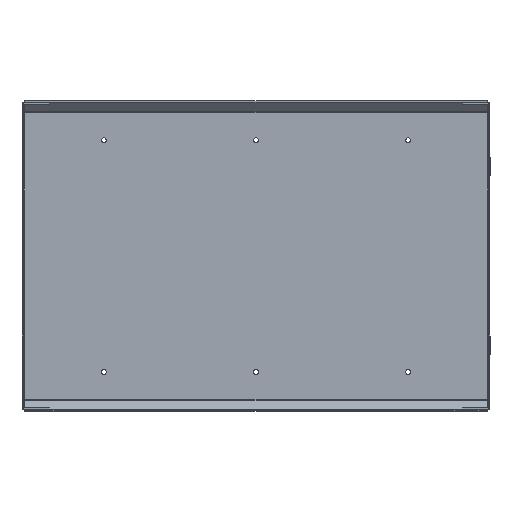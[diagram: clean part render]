
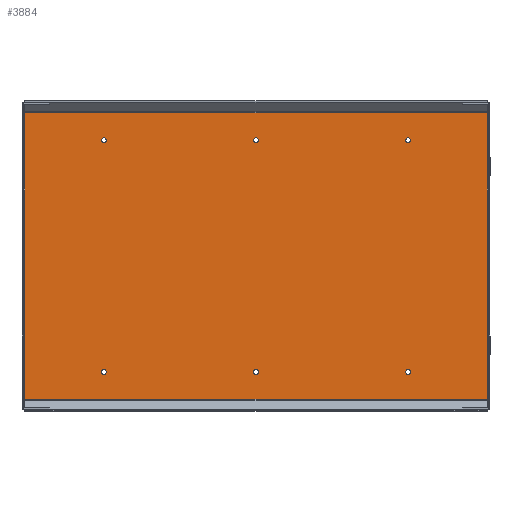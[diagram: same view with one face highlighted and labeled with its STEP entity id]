
A CAD part, top view. The second image highlights one B-rep face of the part: STEP entity #3884.
In plain terms, the highlighted planar face has unit normal (0, 0, 1).
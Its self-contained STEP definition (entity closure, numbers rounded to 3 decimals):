
#95=FACE_BOUND('',#719,.T.);
#96=FACE_BOUND('',#720,.T.);
#97=FACE_BOUND('',#721,.T.);
#98=FACE_BOUND('',#722,.T.);
#99=FACE_BOUND('',#723,.T.);
#100=FACE_BOUND('',#724,.T.);
#228=PLANE('',#4252);
#432=FACE_OUTER_BOUND('',#718,.T.);
#718=EDGE_LOOP('',(#3519,#3520,#3521,#3522));
#719=EDGE_LOOP('',(#3523));
#720=EDGE_LOOP('',(#3524));
#721=EDGE_LOOP('',(#3525));
#722=EDGE_LOOP('',(#3526));
#723=EDGE_LOOP('',(#3527));
#724=EDGE_LOOP('',(#3528));
#1082=LINE('',#6341,#1464);
#1086=LINE('',#6358,#1468);
#1113=LINE('',#6426,#1495);
#1114=LINE('',#6429,#1496);
#1464=VECTOR('',#5214,10.);
#1468=VECTOR('',#5236,10.);
#1495=VECTOR('',#5313,10.);
#1496=VECTOR('',#5318,10.);
#1635=CIRCLE('',#4179,1.75);
#1637=CIRCLE('',#4182,1.75);
#1639=CIRCLE('',#4185,1.75);
#1641=CIRCLE('',#4188,1.75);
#1643=CIRCLE('',#4191,1.75);
#1645=CIRCLE('',#4194,1.75);
#1957=VERTEX_POINT('',#6266);
#1959=VERTEX_POINT('',#6272);
#1961=VERTEX_POINT('',#6278);
#1963=VERTEX_POINT('',#6284);
#1965=VERTEX_POINT('',#6290);
#1967=VERTEX_POINT('',#6296);
#1971=VERTEX_POINT('',#6332);
#1972=VERTEX_POINT('',#6336);
#1975=VERTEX_POINT('',#6349);
#1976=VERTEX_POINT('',#6353);
#2433=EDGE_CURVE('',#1957,#1957,#1635,.T.);
#2436=EDGE_CURVE('',#1959,#1959,#1637,.T.);
#2439=EDGE_CURVE('',#1961,#1961,#1639,.T.);
#2442=EDGE_CURVE('',#1963,#1963,#1641,.T.);
#2445=EDGE_CURVE('',#1965,#1965,#1643,.T.);
#2448=EDGE_CURVE('',#1967,#1967,#1645,.T.);
#2470=EDGE_CURVE('',#1971,#1972,#1082,.T.);
#2478=EDGE_CURVE('',#1975,#1976,#1086,.T.);
#2513=EDGE_CURVE('',#1972,#1975,#1113,.T.);
#2514=EDGE_CURVE('',#1976,#1971,#1114,.T.);
#3519=ORIENTED_EDGE('',*,*,#2470,.T.);
#3520=ORIENTED_EDGE('',*,*,#2513,.T.);
#3521=ORIENTED_EDGE('',*,*,#2478,.T.);
#3522=ORIENTED_EDGE('',*,*,#2514,.T.);
#3523=ORIENTED_EDGE('',*,*,#2433,.T.);
#3524=ORIENTED_EDGE('',*,*,#2436,.T.);
#3525=ORIENTED_EDGE('',*,*,#2439,.T.);
#3526=ORIENTED_EDGE('',*,*,#2442,.T.);
#3527=ORIENTED_EDGE('',*,*,#2445,.T.);
#3528=ORIENTED_EDGE('',*,*,#2448,.T.);
#3884=ADVANCED_FACE('',(#432,#95,#96,#97,#98,#99,#100),#228,.F.);
#4179=AXIS2_PLACEMENT_3D('',#6267,#5117,#5118);
#4182=AXIS2_PLACEMENT_3D('',#6273,#5124,#5125);
#4185=AXIS2_PLACEMENT_3D('',#6279,#5131,#5132);
#4188=AXIS2_PLACEMENT_3D('',#6285,#5138,#5139);
#4191=AXIS2_PLACEMENT_3D('',#6291,#5145,#5146);
#4194=AXIS2_PLACEMENT_3D('',#6297,#5152,#5153);
#4252=AXIS2_PLACEMENT_3D('',#6428,#5316,#5317);
#5117=DIRECTION('center_axis',(0.,0.,-1.));
#5118=DIRECTION('ref_axis',(-1.,0.,0.));
#5124=DIRECTION('center_axis',(0.,0.,-1.));
#5125=DIRECTION('ref_axis',(-1.,0.,0.));
#5131=DIRECTION('center_axis',(0.,0.,-1.));
#5132=DIRECTION('ref_axis',(-1.,0.,0.));
#5138=DIRECTION('center_axis',(0.,0.,-1.));
#5139=DIRECTION('ref_axis',(-1.,0.,0.));
#5145=DIRECTION('center_axis',(0.,0.,-1.));
#5146=DIRECTION('ref_axis',(-1.,0.,0.));
#5152=DIRECTION('center_axis',(0.,0.,-1.));
#5153=DIRECTION('ref_axis',(-1.,0.,0.));
#5214=DIRECTION('',(0.,1.,0.));
#5236=DIRECTION('',(0.,-1.,0.));
#5313=DIRECTION('',(-1.,0.,0.));
#5316=DIRECTION('center_axis',(0.,0.,-1.));
#5317=DIRECTION('ref_axis',(0.,1.,0.));
#5318=DIRECTION('',(1.,0.,0.));
#6266=CARTESIAN_POINT('',(-109.5,84.586,4.5));
#6267=CARTESIAN_POINT('Origin',(-111.25,84.586,4.5));
#6272=CARTESIAN_POINT('',(112.5,-84.586,4.5));
#6273=CARTESIAN_POINT('Origin',(110.75,-84.586,4.5));
#6278=CARTESIAN_POINT('',(-109.5,-84.586,4.5));
#6279=CARTESIAN_POINT('Origin',(-111.25,-84.586,4.5));
#6284=CARTESIAN_POINT('',(1.5,84.586,4.5));
#6285=CARTESIAN_POINT('Origin',(-0.25,84.586,4.5));
#6290=CARTESIAN_POINT('',(112.5,84.586,4.5));
#6291=CARTESIAN_POINT('Origin',(110.75,84.586,4.5));
#6296=CARTESIAN_POINT('',(1.5,-84.586,4.5));
#6297=CARTESIAN_POINT('Origin',(-0.25,-84.586,4.5));
#6332=CARTESIAN_POINT('',(168.5,-104.586,4.5));
#6336=CARTESIAN_POINT('',(168.5,104.586,4.5));
#6341=CARTESIAN_POINT('',(168.5,-104.793,4.5));
#6349=CARTESIAN_POINT('',(-169.,104.586,4.5));
#6353=CARTESIAN_POINT('',(-169.,-104.586,4.5));
#6358=CARTESIAN_POINT('',(-169.,-0.207,4.5));
#6426=CARTESIAN_POINT('',(84.25,104.586,4.5));
#6428=CARTESIAN_POINT('Origin',(0.,-105.,4.5));
#6429=CARTESIAN_POINT('',(-84.5,-104.586,4.5));
